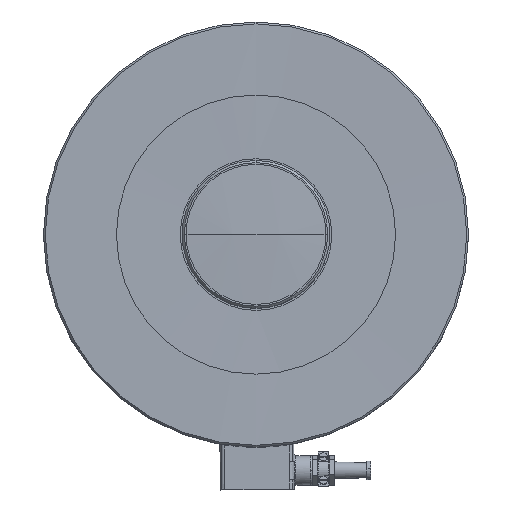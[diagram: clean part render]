
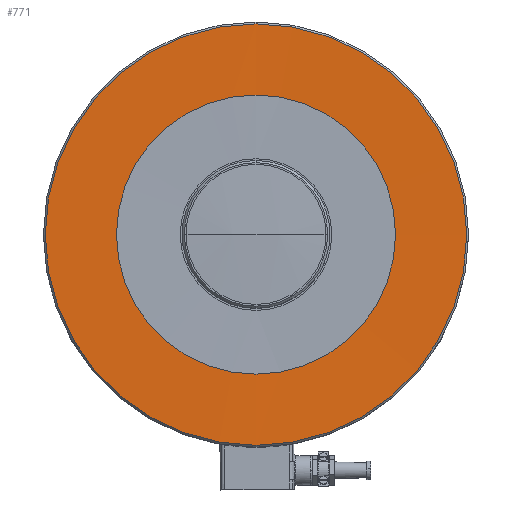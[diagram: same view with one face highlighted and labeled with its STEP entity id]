
A CAD part, top view. The second image highlights one B-rep face of the part: STEP entity #771.
In plain terms, the highlighted planar face has unit normal (0, 0, 1).
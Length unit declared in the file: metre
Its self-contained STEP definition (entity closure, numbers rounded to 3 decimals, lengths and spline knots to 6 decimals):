
#771=ADVANCED_FACE('0:113',(#1646,#1647),#1648,.T.);
#1646=FACE_OUTER_BOUND('',#2807,.T.);
#1647=FACE_BOUND('',#2808,.T.);
#1648=PLANE('',#2809);
#2807=EDGE_LOOP('',(#5330,#5331));
#2808=EDGE_LOOP('',(#5332,#5333));
#2809=AXIS2_PLACEMENT_3D('',#5334,#5335,#5336);
#5330=ORIENTED_EDGE('',*,*,#6397,.T.);
#5331=ORIENTED_EDGE('',*,*,#6602,.T.);
#5332=ORIENTED_EDGE('',*,*,#7020,.F.);
#5333=ORIENTED_EDGE('',*,*,#7021,.F.);
#5334=CARTESIAN_POINT('',(0.223079,-0.033247,0.0));
#5335=DIRECTION('',(0.,0.,1.0));
#5336=DIRECTION('',(-1.,-0.004,0.));
#6397=EDGE_CURVE('0:1043',#7705,#7703,#7706,.T.);
#6602=EDGE_CURVE('',#7703,#7705,#8053,.T.);
#7020=EDGE_CURVE('0:1046',#8621,#8622,#8623,.T.);
#7021=EDGE_CURVE('0:1049',#8622,#8621,#8624,.T.);
#7703=VERTEX_POINT('',#9671);
#7705=VERTEX_POINT('',#9674);
#7706=CIRCLE('',#9675,0.114);
#8053=CIRCLE('',#10343,0.114);
#8621=VERTEX_POINT('',#11386);
#8622=VERTEX_POINT('',#11387);
#8623=CIRCLE('',#11388,0.0755);
#8624=CIRCLE('',#11389,0.0755);
#9671=CARTESIAN_POINT('',(0.223079,-0.052497,0.));
#9674=CARTESIAN_POINT('',(0.22308,0.175503,0.));
#9675=AXIS2_PLACEMENT_3D('',#12107,#12108,#12109);
#10343=AXIS2_PLACEMENT_3D('',#12323,#12324,#12325);
#11386=CARTESIAN_POINT('',(0.223079,-0.013997,-0.00025));
#11387=CARTESIAN_POINT('',(0.22308,0.137003,-0.00025));
#11388=AXIS2_PLACEMENT_3D('',#12747,#12748,#12749);
#11389=AXIS2_PLACEMENT_3D('',#12750,#12751,#12752);
#12107=CARTESIAN_POINT('',(0.22308,0.061503,0.));
#12108=DIRECTION('',(0.,0.,1.0));
#12109=DIRECTION('',(0.,-1.,0.));
#12323=CARTESIAN_POINT('',(0.22308,0.061503,0.));
#12324=DIRECTION('',(0.,0.,1.0));
#12325=DIRECTION('',(0.,-1.,0.));
#12747=CARTESIAN_POINT('',(0.22308,0.061503,-0.0005));
#12748=DIRECTION('',(0.,0.,1.0));
#12749=DIRECTION('',(0.,-1.,0.));
#12750=CARTESIAN_POINT('',(0.22308,0.061503,0.));
#12751=DIRECTION('',(0.,0.,1.0));
#12752=DIRECTION('',(0.,-1.,0.));
